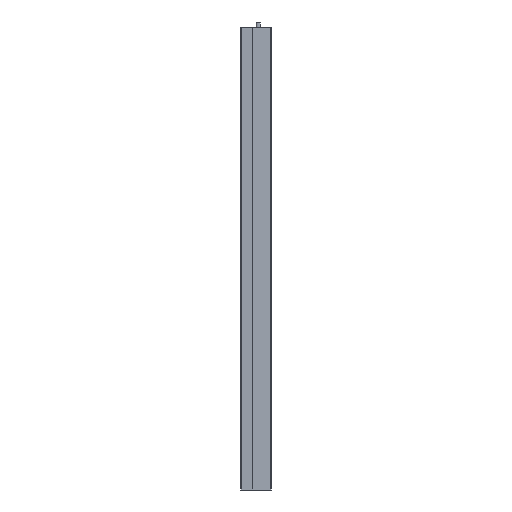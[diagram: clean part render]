
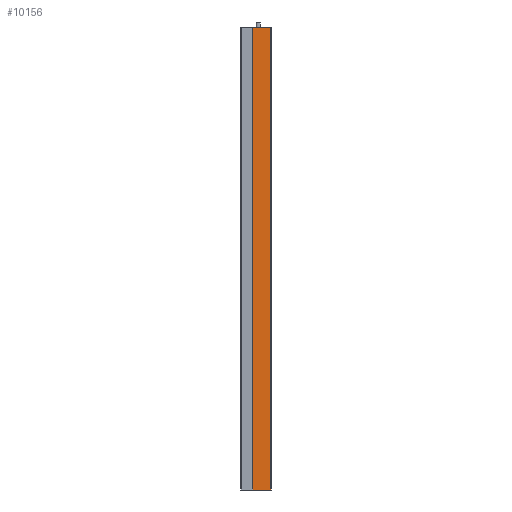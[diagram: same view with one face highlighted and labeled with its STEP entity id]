
A CAD part, left-side view. The second image highlights one B-rep face of the part: STEP entity #10156.
In plain terms, the highlighted face is planar.
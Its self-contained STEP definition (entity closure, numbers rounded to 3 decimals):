
#77 = LINE ( 'NONE', #8865, #33692 ) ;
#583 = ORIENTED_EDGE ( 'NONE', *, *, #4892, .T. ) ;
#800 = AXIS2_PLACEMENT_3D ( 'NONE', #18445, #24373, #30122 ) ;
#846 = FACE_OUTER_BOUND ( 'NONE', #26757, .T. ) ;
#2481 = DIRECTION ( 'NONE',  ( 0., 0., 1. ) ) ;
#3170 = ORIENTED_EDGE ( 'NONE', *, *, #33212, .T. ) ;
#4892 = EDGE_CURVE ( 'NONE', #30564, #37066, #19912, .T. ) ;
#5323 = ORIENTED_EDGE ( 'NONE', *, *, #29484, .F. ) ;
#6747 = PLANE ( 'NONE',  #800 ) ;
#8080 = VECTOR ( 'NONE', #33549, 1000. ) ;
#8865 = CARTESIAN_POINT ( 'NONE',  ( 6.75, 0., 354.5 ) ) ;
#10156 = ADVANCED_FACE ( 'NONE', ( #846 ), #6747, .F. ) ;
#12872 = VERTEX_POINT ( 'NONE', #33199 ) ;
#15232 = ORIENTED_EDGE ( 'NONE', *, *, #25879, .T. ) ;
#15757 = CARTESIAN_POINT ( 'NONE',  ( 6.75, 27.938, -354.5 ) ) ;
#16455 = LINE ( 'NONE', #34056, #21690 ) ;
#18445 = CARTESIAN_POINT ( 'NONE',  ( 6.75, 0., 354.5 ) ) ;
#19912 = LINE ( 'NONE', #32143, #29144 ) ;
#21319 = CARTESIAN_POINT ( 'NONE',  ( 6.75, 0.3, 354.5 ) ) ;
#21690 = VECTOR ( 'NONE', #28690, 1000. ) ;
#21885 = LINE ( 'NONE', #21319, #8080 ) ;
#22429 = CARTESIAN_POINT ( 'NONE',  ( 6.75, 27.938, 354.5 ) ) ;
#24373 = DIRECTION ( 'NONE',  ( -1., 0., 0. ) ) ;
#25879 = EDGE_CURVE ( 'NONE', #30247, #30564, #16455, .T. ) ;
#26757 = EDGE_LOOP ( 'NONE', ( #5323, #3170, #15232, #583 ) ) ;
#28690 = DIRECTION ( 'NONE',  ( 0., 1., 0. ) ) ;
#29144 = VECTOR ( 'NONE', #2481, 1000. ) ;
#29484 = EDGE_CURVE ( 'NONE', #12872, #37066, #77, .T. ) ;
#30122 = DIRECTION ( 'NONE',  ( 0., -1., 0. ) ) ;
#30247 = VERTEX_POINT ( 'NONE', #35570 ) ;
#30564 = VERTEX_POINT ( 'NONE', #15757 ) ;
#32143 = CARTESIAN_POINT ( 'NONE',  ( 6.75, 27.938, 354.5 ) ) ;
#33199 = CARTESIAN_POINT ( 'NONE',  ( 6.75, 0.3, 354.5 ) ) ;
#33212 = EDGE_CURVE ( 'NONE', #12872, #30247, #21885, .T. ) ;
#33549 = DIRECTION ( 'NONE',  ( 0., 0., -1. ) ) ;
#33692 = VECTOR ( 'NONE', #35469, 1000. ) ;
#34056 = CARTESIAN_POINT ( 'NONE',  ( 6.75, 0., -354.5 ) ) ;
#35469 = DIRECTION ( 'NONE',  ( 0., 1., 0. ) ) ;
#35570 = CARTESIAN_POINT ( 'NONE',  ( 6.75, 0.3, -354.5 ) ) ;
#37066 = VERTEX_POINT ( 'NONE', #22429 ) ;
